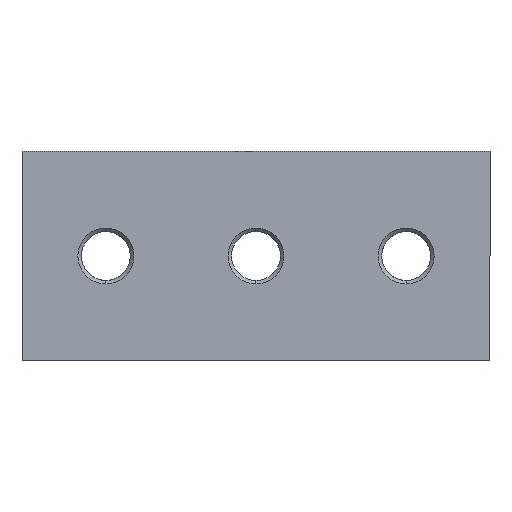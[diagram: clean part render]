
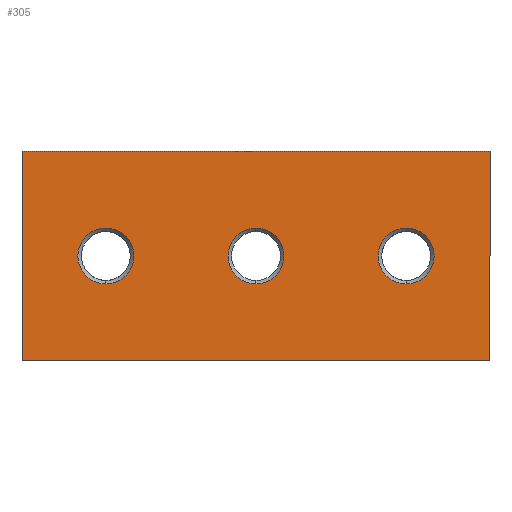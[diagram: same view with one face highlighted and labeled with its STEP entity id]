
A CAD part, front view. The second image highlights one B-rep face of the part: STEP entity #305.
In plain terms, the highlighted planar face has unit normal (0, -1, 0).
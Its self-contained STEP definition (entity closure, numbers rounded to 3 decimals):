
#5 = VECTOR ( 'NONE', #828, 1000. ) ;
#39 = EDGE_CURVE ( 'NONE', #2012, #733, #703, .T. ) ;
#90 = EDGE_LOOP ( 'NONE', ( #1020, #1781 ) ) ;
#92 = CARTESIAN_POINT ( 'NONE',  ( 0.25, 9.35, -139.303 ) ) ;
#128 = VERTEX_POINT ( 'NONE', #1801 ) ;
#131 = CARTESIAN_POINT ( 'NONE',  ( -33.25, 9.35, 0. ) ) ;
#152 = LINE ( 'NONE', #131, #5 ) ;
#154 = DIRECTION ( 'NONE',  ( 0., 1., 0. ) ) ;
#214 = DIRECTION ( 'NONE',  ( 0., 1., 0. ) ) ;
#251 = EDGE_CURVE ( 'NONE', #822, #1783, #682, .T. ) ;
#277 = DIRECTION ( 'NONE',  ( 0., 0., 1. ) ) ;
#304 = FACE_BOUND ( 'NONE', #379, .T. ) ;
#305 = ADVANCED_FACE ( 'NONE', ( #304, #989, #1720, #823 ), #1360, .F. ) ;
#321 = CARTESIAN_POINT ( 'NONE',  ( 21.75, 9.35, -139.303 ) ) ;
#335 = CARTESIAN_POINT ( 'NONE',  ( -21.25, 9.35, -139.303 ) ) ;
#369 = DIRECTION ( 'NONE',  ( 0., 1., 0. ) ) ;
#379 = EDGE_LOOP ( 'NONE', ( #1911, #832 ) ) ;
#403 = VECTOR ( 'NONE', #1051, 1000. ) ;
#474 = EDGE_CURVE ( 'NONE', #128, #1364, #2181, .T. ) ;
#525 = AXIS2_PLACEMENT_3D ( 'NONE', #321, #2067, #804 ) ;
#581 = LINE ( 'NONE', #1996, #1729 ) ;
#596 = VECTOR ( 'NONE', #831, 1000. ) ;
#627 = EDGE_LOOP ( 'NONE', ( #1868, #953 ) ) ;
#675 = DIRECTION ( 'NONE',  ( 0., 0., 1. ) ) ;
#682 = CIRCLE ( 'NONE', #983, 4. ) ;
#703 = LINE ( 'NONE', #726, #403 ) ;
#716 = ORIENTED_EDGE ( 'NONE', *, *, #1581, .T. ) ;
#726 = CARTESIAN_POINT ( 'NONE',  ( 0., 9.35, -124.303 ) ) ;
#733 = VERTEX_POINT ( 'NONE', #916 ) ;
#756 = VERTEX_POINT ( 'NONE', #1948 ) ;
#766 = CARTESIAN_POINT ( 'NONE',  ( 33.75, 9.35, -154.303 ) ) ;
#772 = CARTESIAN_POINT ( 'NONE',  ( -21.25, 9.35, -143.303 ) ) ;
#776 = CARTESIAN_POINT ( 'NONE',  ( 0.25, 9.35, -135.303 ) ) ;
#804 = DIRECTION ( 'NONE',  ( 0., 0., 1. ) ) ;
#822 = VERTEX_POINT ( 'NONE', #1605 ) ;
#823 = FACE_OUTER_BOUND ( 'NONE', #2138, .T. ) ;
#828 = DIRECTION ( 'NONE',  ( 0., 0., 1. ) ) ;
#831 = DIRECTION ( 'NONE',  ( 1., 0., 0. ) ) ;
#832 = ORIENTED_EDGE ( 'NONE', *, *, #856, .T. ) ;
#838 = VERTEX_POINT ( 'NONE', #1277 ) ;
#847 = AXIS2_PLACEMENT_3D ( 'NONE', #335, #1897, #675 ) ;
#856 = EDGE_CURVE ( 'NONE', #1783, #822, #1112, .T. ) ;
#863 = AXIS2_PLACEMENT_3D ( 'NONE', #1514, #1013, #1164 ) ;
#869 = EDGE_CURVE ( 'NONE', #1697, #733, #581, .T. ) ;
#916 = CARTESIAN_POINT ( 'NONE',  ( 33.75, 9.35, -124.303 ) ) ;
#953 = ORIENTED_EDGE ( 'NONE', *, *, #474, .T. ) ;
#983 = AXIS2_PLACEMENT_3D ( 'NONE', #92, #214, #277 ) ;
#989 = FACE_BOUND ( 'NONE', #90, .T. ) ;
#1013 = DIRECTION ( 'NONE',  ( 0., 1., 0. ) ) ;
#1020 = ORIENTED_EDGE ( 'NONE', *, *, #2108, .T. ) ;
#1048 = DIRECTION ( 'NONE',  ( 0., 1., 0. ) ) ;
#1051 = DIRECTION ( 'NONE',  ( 1., 0., 0. ) ) ;
#1065 = ORIENTED_EDGE ( 'NONE', *, *, #1123, .F. ) ;
#1084 = DIRECTION ( 'NONE',  ( 0., 0., 1. ) ) ;
#1112 = CIRCLE ( 'NONE', #1183, 4. ) ;
#1123 = EDGE_CURVE ( 'NONE', #2046, #2012, #152, .T. ) ;
#1164 = DIRECTION ( 'NONE',  ( 0., 0., 1. ) ) ;
#1166 = ORIENTED_EDGE ( 'NONE', *, *, #869, .T. ) ;
#1183 = AXIS2_PLACEMENT_3D ( 'NONE', #1774, #369, #1084 ) ;
#1193 = CARTESIAN_POINT ( 'NONE',  ( -33.25, 9.35, -154.303 ) ) ;
#1217 = CARTESIAN_POINT ( 'NONE',  ( 0., 9.35, -154.303 ) ) ;
#1251 = DIRECTION ( 'NONE',  ( 0., 0., 1. ) ) ;
#1254 = CARTESIAN_POINT ( 'NONE',  ( -21.25, 9.35, -139.303 ) ) ;
#1277 = CARTESIAN_POINT ( 'NONE',  ( 21.75, 9.35, -143.303 ) ) ;
#1335 = CIRCLE ( 'NONE', #1735, 4. ) ;
#1357 = CARTESIAN_POINT ( 'NONE',  ( -33.25, 9.35, -124.303 ) ) ;
#1360 = PLANE ( 'NONE',  #863 ) ;
#1364 = VERTEX_POINT ( 'NONE', #772 ) ;
#1514 = CARTESIAN_POINT ( 'NONE',  ( 0., 9.35, 0. ) ) ;
#1570 = EDGE_CURVE ( 'NONE', #1364, #128, #1587, .T. ) ;
#1581 = EDGE_CURVE ( 'NONE', #2046, #1697, #1728, .T. ) ;
#1587 = CIRCLE ( 'NONE', #847, 4. ) ;
#1605 = CARTESIAN_POINT ( 'NONE',  ( 0.25, 9.35, -143.303 ) ) ;
#1697 = VERTEX_POINT ( 'NONE', #766 ) ;
#1720 = FACE_BOUND ( 'NONE', #627, .T. ) ;
#1728 = LINE ( 'NONE', #1217, #596 ) ;
#1729 = VECTOR ( 'NONE', #2026, 1000. ) ;
#1735 = AXIS2_PLACEMENT_3D ( 'NONE', #1761, #154, #1251 ) ;
#1751 = ORIENTED_EDGE ( 'NONE', *, *, #39, .F. ) ;
#1761 = CARTESIAN_POINT ( 'NONE',  ( 21.75, 9.35, -139.303 ) ) ;
#1774 = CARTESIAN_POINT ( 'NONE',  ( 0.25, 9.35, -139.303 ) ) ;
#1781 = ORIENTED_EDGE ( 'NONE', *, *, #2164, .T. ) ;
#1783 = VERTEX_POINT ( 'NONE', #776 ) ;
#1801 = CARTESIAN_POINT ( 'NONE',  ( -21.25, 9.35, -135.303 ) ) ;
#1868 = ORIENTED_EDGE ( 'NONE', *, *, #1570, .T. ) ;
#1897 = DIRECTION ( 'NONE',  ( 0., 1., 0. ) ) ;
#1911 = ORIENTED_EDGE ( 'NONE', *, *, #251, .T. ) ;
#1948 = CARTESIAN_POINT ( 'NONE',  ( 21.75, 9.35, -135.303 ) ) ;
#1951 = DIRECTION ( 'NONE',  ( 0., 0., 1. ) ) ;
#1996 = CARTESIAN_POINT ( 'NONE',  ( 33.75, 9.35, 0. ) ) ;
#2012 = VERTEX_POINT ( 'NONE', #1357 ) ;
#2026 = DIRECTION ( 'NONE',  ( 0., 0., 1. ) ) ;
#2046 = VERTEX_POINT ( 'NONE', #1193 ) ;
#2067 = DIRECTION ( 'NONE',  ( 0., 1., 0. ) ) ;
#2108 = EDGE_CURVE ( 'NONE', #838, #756, #2134, .T. ) ;
#2134 = CIRCLE ( 'NONE', #525, 4. ) ;
#2138 = EDGE_LOOP ( 'NONE', ( #1065, #716, #1166, #1751 ) ) ;
#2164 = EDGE_CURVE ( 'NONE', #756, #838, #1335, .T. ) ;
#2181 = CIRCLE ( 'NONE', #2259, 4. ) ;
#2259 = AXIS2_PLACEMENT_3D ( 'NONE', #1254, #1048, #1951 ) ;
